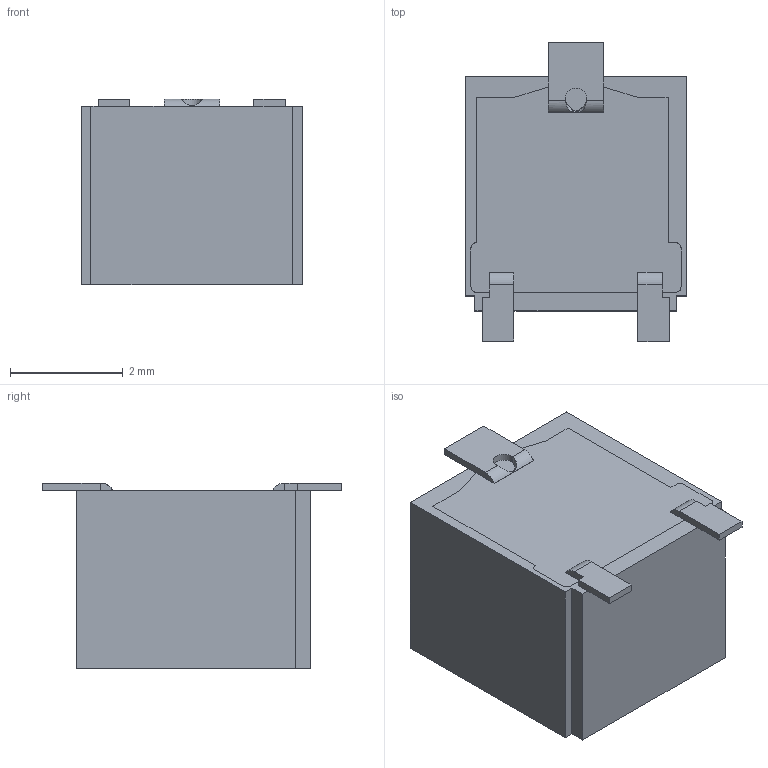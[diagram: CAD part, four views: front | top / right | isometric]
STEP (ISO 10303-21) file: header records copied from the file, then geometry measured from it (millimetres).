
FILE_DESCRIPTION((''),'2;1');
FILE_NAME('3223G001XXX','2013-08-01T',('maxm'),('Bourns, Inc.'),'PRO/ENGINEER BY PARAMETRIC TECHNOLOGY CORPORATION, 2012230','PRO/ENGINEER BY PARAMETRIC TECHNOLOGY CORPORATION, 2012230','');
FILE_SCHEMA(('CONFIG_CONTROL_DESIGN'));
Length unit declared in the file: inch
Products named in the file (1): 3223G001XXX
Bounding box: 3.94 x 5.32 x 3.3 mm (x, y, z)
Volume: 51.3 mm3; surface area: 121.8 mm2
Topology: 1 solids, 6 shells, 683 faces, 1929 edges, 1285 vertices
Faces by surface type: plane 644, cylinder 33, cone 4, bspline 2
Entity records: 21963 total; most frequent: CARTESIAN_POINT 4170, ORIENTED_EDGE 3858, DIRECTION 3345, EDGE_CURVE 1929, VECTOR 1837, LINE 1837, VERTEX_POINT 1285, AXIS2_PLACEMENT_3D 754
